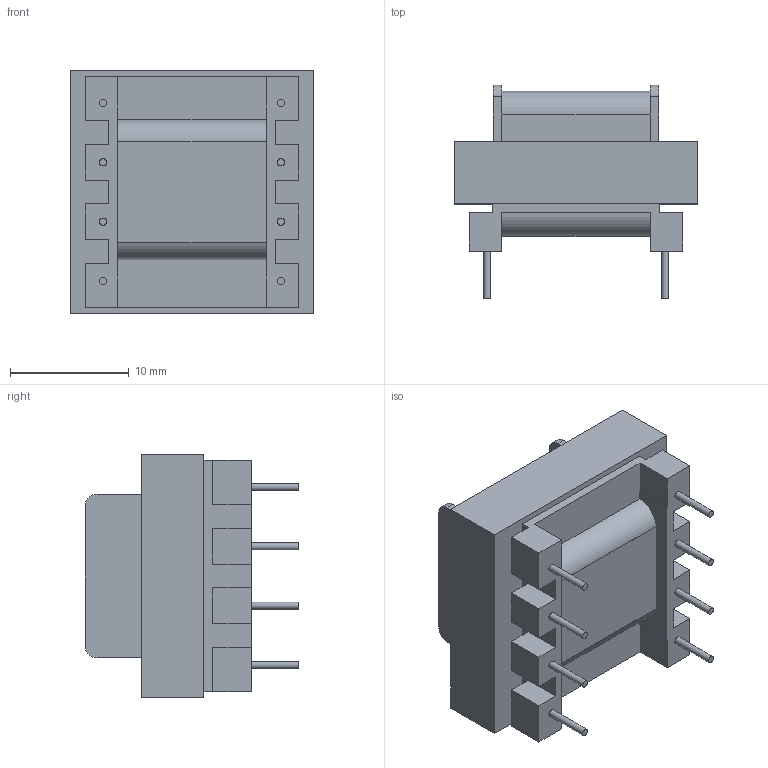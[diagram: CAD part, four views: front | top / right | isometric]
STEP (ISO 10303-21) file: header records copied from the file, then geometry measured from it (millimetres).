
FILE_DESCRIPTION(/* description */ (''),/* implementation_level */ '2;1');
FILE_NAME(/* name */ 'EF20 trafo v1.step',/* time_stamp */ '2019-06-21T11:26:34+03:00',/* author */ (''),/* organization */ (''),/* preprocessor_version */ 'ST-DEVELOPER v18',/* originating_system */ 'Autodesk Translation Framework v8.2.0.1029',/* authorisation */ '');
FILE_SCHEMA (('AUTOMOTIVE_DESIGN { 1 0 10303 214 3 1 1 }'));
Length unit declared in the file: millimetre
Products named in the file (1): EF20 trafo
Bounding box: 20.5 x 18 x 20.5 mm (x, y, z)
Volume: 3585 mm3; surface area: 2696.9 mm2
Topology: 1 solids, 1 shells, 98 faces, 271 edges, 186 vertices
Faces by surface type: plane 82, cylinder 16
Full cylindrical faces by diameter (mm): 0.6 x8
Entity records: 3254 total; most frequent: CARTESIAN_POINT 556, ORIENTED_EDGE 542, DIRECTION 517, EDGE_CURVE 271, LINE 223, VECTOR 223, VERTEX_POINT 186, AXIS2_PLACEMENT_3D 147
